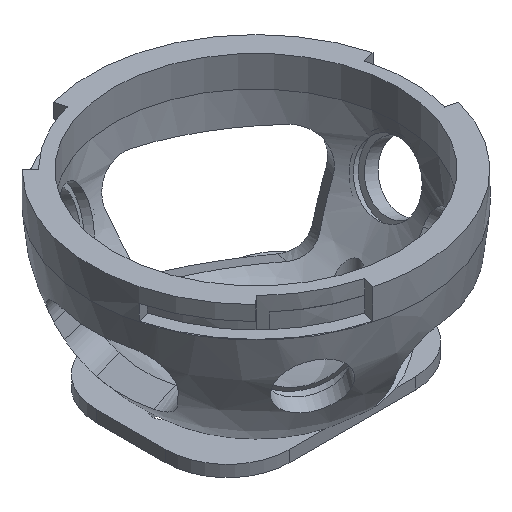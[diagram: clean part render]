
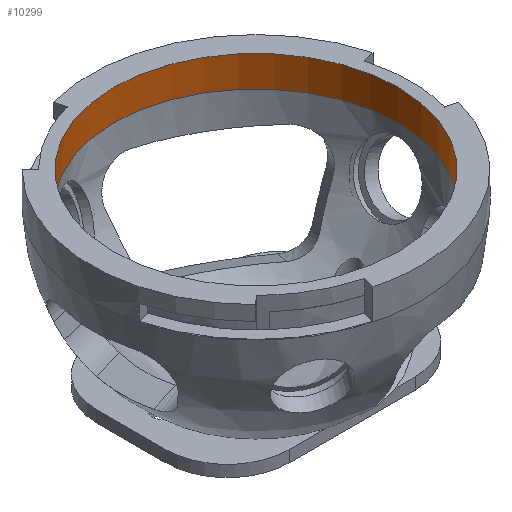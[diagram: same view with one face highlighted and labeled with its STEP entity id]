
A CAD part, isometric view. The second image highlights one B-rep face of the part: STEP entity #10299.
In plain terms, the highlighted cylindrical face has radius 18.5 mm (diameter 37 mm), a full revolution.
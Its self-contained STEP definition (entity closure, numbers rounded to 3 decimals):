
#95 = PLANE('',#96);
#96 = AXIS2_PLACEMENT_3D('',#97,#98,#99);
#97 = CARTESIAN_POINT('',(0.,0.,4.));
#98 = DIRECTION('',(0.,0.,1.));
#99 = DIRECTION('',(0.,-1.,0.));
#4609 = EDGE_CURVE('',#4610,#4610,#4612,.T.);
#4610 = VERTEX_POINT('',#4611);
#4611 = CARTESIAN_POINT('',(0.,-18.5,4.));
#4612 = SURFACE_CURVE('',#4613,(#4618,#4625),.PCURVE_S1.);
#4613 = CIRCLE('',#4614,18.5);
#4614 = AXIS2_PLACEMENT_3D('',#4615,#4616,#4617);
#4615 = CARTESIAN_POINT('',(0.,0.,4.));
#4616 = DIRECTION('',(-0.,0.,1.));
#4617 = DIRECTION('',(0.,-1.,0.));
#4618 = PCURVE('',#95,#4619);
#4619 = DEFINITIONAL_REPRESENTATION('',(#4620),#4624);
#4620 = CIRCLE('',#4621,18.5);
#4621 = AXIS2_PLACEMENT_2D('',#4622,#4623);
#4622 = CARTESIAN_POINT('',(0.,0.));
#4623 = DIRECTION('',(1.,0.));
#4624 = ( GEOMETRIC_REPRESENTATION_CONTEXT(2) 
PARAMETRIC_REPRESENTATION_CONTEXT() REPRESENTATION_CONTEXT('2D SPACE',''
  ) );
#4625 = PCURVE('',#4626,#4631);
#4626 = CYLINDRICAL_SURFACE('',#4627,18.5);
#4627 = AXIS2_PLACEMENT_3D('',#4628,#4629,#4630);
#4628 = CARTESIAN_POINT('',(0.,0.,-8.));
#4629 = DIRECTION('',(0.,0.,1.));
#4630 = DIRECTION('',(0.,-1.,0.));
#4631 = DEFINITIONAL_REPRESENTATION('',(#4632),#4636);
#4632 = LINE('',#4633,#4634);
#4633 = CARTESIAN_POINT('',(0.,12.));
#4634 = VECTOR('',#4635,1.);
#4635 = DIRECTION('',(1.,0.));
#4636 = ( GEOMETRIC_REPRESENTATION_CONTEXT(2) 
PARAMETRIC_REPRESENTATION_CONTEXT() REPRESENTATION_CONTEXT('2D SPACE',''
  ) );
#6132 = SPHERICAL_SURFACE('',#6133,18.5);
#6133 = AXIS2_PLACEMENT_3D('',#6134,#6135,#6136);
#6134 = CARTESIAN_POINT('',(0.,0.,0.));
#6135 = DIRECTION('',(0.,0.,1.));
#6136 = DIRECTION('',(0.,-1.,0.));
#10299 = ADVANCED_FACE('',(#10300),#4626,.F.);
#10300 = FACE_BOUND('',#10301,.F.);
#10301 = EDGE_LOOP('',(#10302,#10303,#10326,#10348));
#10302 = ORIENTED_EDGE('',*,*,#4609,.F.);
#10303 = ORIENTED_EDGE('',*,*,#10304,.F.);
#10304 = EDGE_CURVE('',#10305,#4610,#10307,.T.);
#10305 = VERTEX_POINT('',#10306);
#10306 = CARTESIAN_POINT('',(0.,-18.5,
    0.));
#10307 = SEAM_CURVE('',#10308,(#10312,#10319),.PCURVE_S1.);
#10308 = LINE('',#10309,#10310);
#10309 = CARTESIAN_POINT('',(0.,-18.5,-8.));
#10310 = VECTOR('',#10311,1.);
#10311 = DIRECTION('',(0.,0.,1.));
#10312 = PCURVE('',#4626,#10313);
#10313 = DEFINITIONAL_REPRESENTATION('',(#10314),#10318);
#10314 = LINE('',#10315,#10316);
#10315 = CARTESIAN_POINT('',(6.283,-0.));
#10316 = VECTOR('',#10317,1.);
#10317 = DIRECTION('',(0.,1.));
#10318 = ( GEOMETRIC_REPRESENTATION_CONTEXT(2) 
PARAMETRIC_REPRESENTATION_CONTEXT() REPRESENTATION_CONTEXT('2D SPACE',''
  ) );
#10319 = PCURVE('',#4626,#10320);
#10320 = DEFINITIONAL_REPRESENTATION('',(#10321),#10325);
#10321 = LINE('',#10322,#10323);
#10322 = CARTESIAN_POINT('',(0.,-0.));
#10323 = VECTOR('',#10324,1.);
#10324 = DIRECTION('',(0.,1.));
#10325 = ( GEOMETRIC_REPRESENTATION_CONTEXT(2) 
PARAMETRIC_REPRESENTATION_CONTEXT() REPRESENTATION_CONTEXT('2D SPACE',''
  ) );
#10326 = ORIENTED_EDGE('',*,*,#10327,.T.);
#10327 = EDGE_CURVE('',#10305,#10305,#10328,.T.);
#10328 = SURFACE_CURVE('',#10329,(#10334,#10341),.PCURVE_S1.);
#10329 = CIRCLE('',#10330,18.5);
#10330 = AXIS2_PLACEMENT_3D('',#10331,#10332,#10333);
#10331 = CARTESIAN_POINT('',(0.,0.,0.));
#10332 = DIRECTION('',(-0.,0.,1.));
#10333 = DIRECTION('',(0.,-1.,0.));
#10334 = PCURVE('',#4626,#10335);
#10335 = DEFINITIONAL_REPRESENTATION('',(#10336),#10340);
#10336 = LINE('',#10337,#10338);
#10337 = CARTESIAN_POINT('',(0.,8.));
#10338 = VECTOR('',#10339,1.);
#10339 = DIRECTION('',(1.,0.));
#10340 = ( GEOMETRIC_REPRESENTATION_CONTEXT(2) 
PARAMETRIC_REPRESENTATION_CONTEXT() REPRESENTATION_CONTEXT('2D SPACE',''
  ) );
#10341 = PCURVE('',#6132,#10342);
#10342 = DEFINITIONAL_REPRESENTATION('',(#10343),#10347);
#10343 = LINE('',#10344,#10345);
#10344 = CARTESIAN_POINT('',(0.,0.));
#10345 = VECTOR('',#10346,1.);
#10346 = DIRECTION('',(1.,0.));
#10347 = ( GEOMETRIC_REPRESENTATION_CONTEXT(2) 
PARAMETRIC_REPRESENTATION_CONTEXT() REPRESENTATION_CONTEXT('2D SPACE',''
  ) );
#10348 = ORIENTED_EDGE('',*,*,#10304,.T.);
